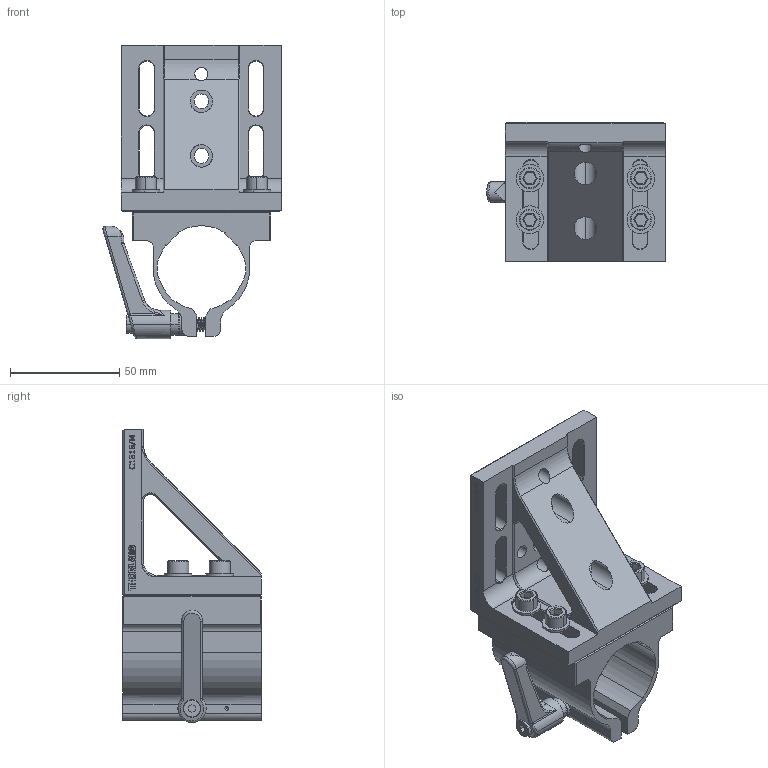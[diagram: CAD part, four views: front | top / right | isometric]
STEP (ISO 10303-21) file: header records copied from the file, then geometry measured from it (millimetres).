
FILE_DESCRIPTION (( 'STEP AP214' ), '1' );
FILE_NAME ('TTN038315-E0W.STEP', '2015-10-19T13:59:38', ( '' ), ( '' ), 'SwSTEP 2.0', 'SolidWorks 2014', '' );
FILE_SCHEMA (( 'AUTOMOTIVE_DESIGN' ));
Length unit declared in the file: inch
Products named in the file (1): TTN038315-E0W
Bounding box: 81.73 x 63.5 x 134.24 mm (x, y, z)
Volume: 172812 mm3; surface area: 63073.5 mm2
Topology: 12 solids, 12 shells, 771 faces, 1933 edges, 1209 vertices
Faces by surface type: plane 362, cylinder 168, bspline 118, cone 109, torus 14
Entity records: 40503 total; most frequent: CARTESIAN_POINT 12710, ORIENTED_EDGE 3826, DIRECTION 3293, EDGE_CURVE 1913, VERTEX_POINT 1209, LINE 1183, VECTOR 1183, AXIS2_PLACEMENT_3D 1055
